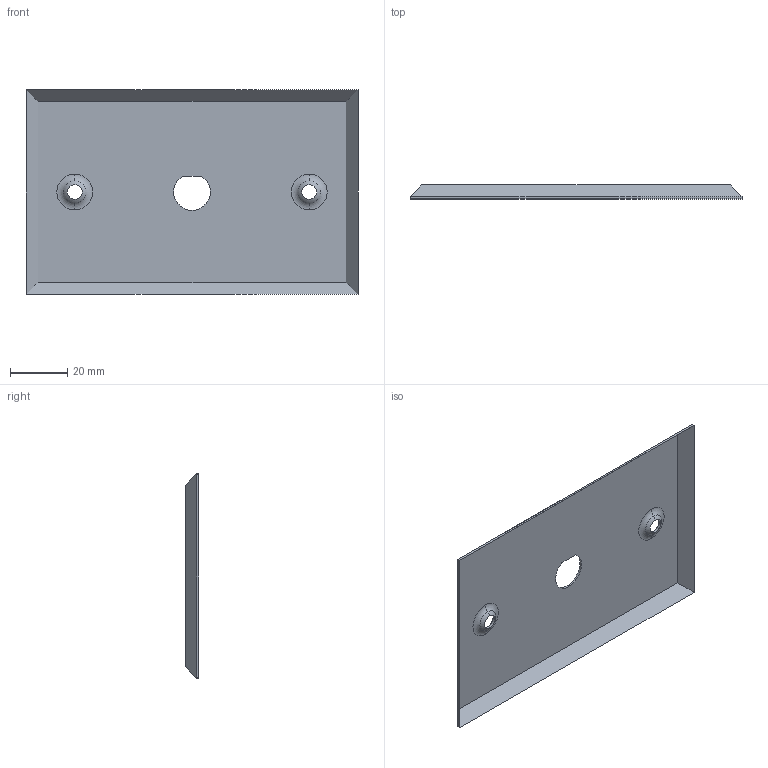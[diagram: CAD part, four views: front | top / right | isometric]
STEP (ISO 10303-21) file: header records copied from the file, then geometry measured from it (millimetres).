
FILE_DESCRIPTION (( 'STEP AP203' ), '1' );
FILE_NAME ('WPC1.STEP', '2006-08-03T19:34:29', ( ' ' ), ( ' ' ), 'SwSTEP 2.0', 'SolidWorks 2005354', '' );
FILE_SCHEMA (( 'CONFIG_CONTROL_DESIGN' ));
Length unit declared in the file: inch
Products named in the file (1): WPC1
Bounding box: 116.08 x 4.83 x 71.63 mm (x, y, z)
Volume: 6229.2 mm3; surface area: 17904 mm2
Topology: 1 solids, 1 shells, 37 faces, 81 edges, 46 vertices
Faces by surface type: torus 16, plane 15, cylinder 6
Entity records: 1101 total; most frequent: DIRECTION 198, CARTESIAN_POINT 174, ORIENTED_EDGE 162, AXIS2_PLACEMENT_3D 82, EDGE_CURVE 81, VERTEX_POINT 46, CIRCLE 44, EDGE_LOOP 43
